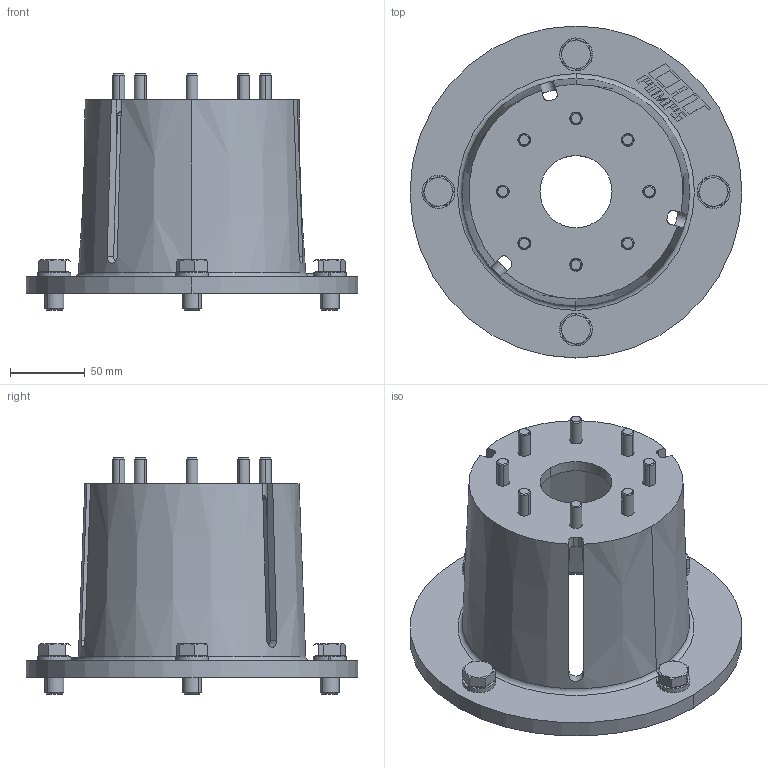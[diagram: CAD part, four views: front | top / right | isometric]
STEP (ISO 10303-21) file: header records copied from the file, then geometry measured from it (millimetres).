
FILE_DESCRIPTION (( 'STEP AP203' ), '1' );
FILE_NAME ('76184.7CP.STEP', '2013-07-02T17:30:54', ( 'it' ), ( '' ), 'SwSTEP 2.0', 'SolidWorks 2013', '' );
FILE_SCHEMA (( 'CONFIG_CONTROL_DESIGN' ));
Length unit declared in the file: inch
Products named in the file (1): 76184.7CP
Bounding box: 222.25 x 222.25 x 158.04 mm (x, y, z)
Surface area: 197307.7 mm2 (no closed solid volume)
Topology: 0 solids, 32 shells, 309 faces, 897 edges, 594 vertices
Faces by surface type: plane 147, cylinder 84, cone 68, torus 10
Entity records: 10686 total; most frequent: CARTESIAN_POINT 2547, DIRECTION 1710, ORIENTED_EDGE 1504, EDGE_CURVE 891, AXIS2_PLACEMENT_3D 599, VERTEX_POINT 594, LINE 512, VECTOR 512
